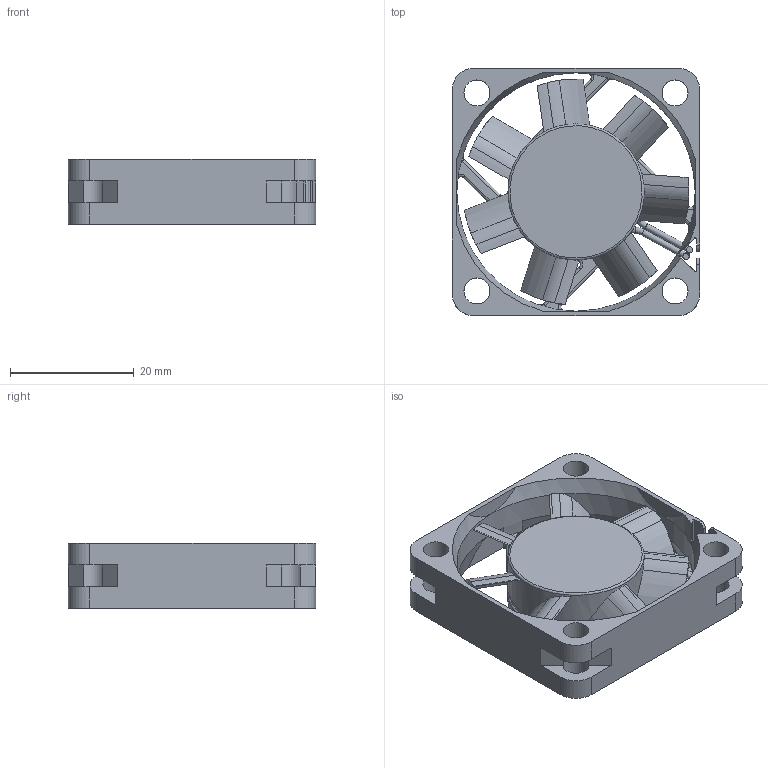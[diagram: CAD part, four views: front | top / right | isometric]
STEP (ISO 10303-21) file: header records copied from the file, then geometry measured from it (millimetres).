
FILE_DESCRIPTION(/* description */ (''),/* implementation_level */ '2;1');
FILE_NAME(/* name */ 'Cooler 40x40x10 SBORKA_v1.step',/* time_stamp */ '2022-05-10T16:50:24+01:00',/* author */ (''),/* organization */ (''),/* preprocessor_version */ 'ST-DEVELOPER v18.1',/* originating_system */ 'Autodesk Translation Framework v10.14.0.1471',/* authorisation */ '');
FILE_SCHEMA (('AUTOMOTIVE_DESIGN { 1 0 10303 214 3 1 1 }'));
Length unit declared in the file: millimetre
Products named in the file (6): Cooler 40x40x10 SBORKA; Cooler 40x40x10 body; Cooler Blades; Cooler Motor; Cooler pcb; Sticker SUNON
Assembly tree (5 placements, depth 2):
  Cooler 40x40x10 SBORKA
    Cooler 40x40x10 body
    Cooler Blades
    Cooler Motor
    Cooler pcb
    Sticker SUNON
Bounding box: 40 x 40 x 10.57 mm (x, y, z)
Volume: 6886.7 mm3; surface area: 10162.2 mm2
Topology: 5 solids, 5 shells, 844 faces, 2250 edges, 1472 vertices
Faces by surface type: plane 473, bspline 166, cylinder 154, torus 38, cone 13
Full cylindrical faces by diameter (mm): 1 x7, 1.4 x1, 1.5 x1, 4.2 x4, 5.5 x2, 6 x1, 18 x2, 19.5 x1, 21.5 x1, 22 x1, 38.5 x1
Entity records: 35890 total; most frequent: CARTESIAN_POINT 15161, ORIENTED_EDGE 4500, DIRECTION 3498, EDGE_CURVE 2250, VERTEX_POINT 1472, LINE 1454, VECTOR 1454, AXIS2_PLACEMENT_3D 1022
